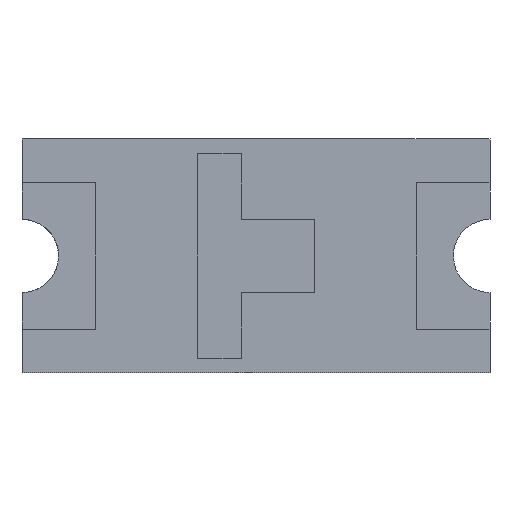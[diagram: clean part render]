
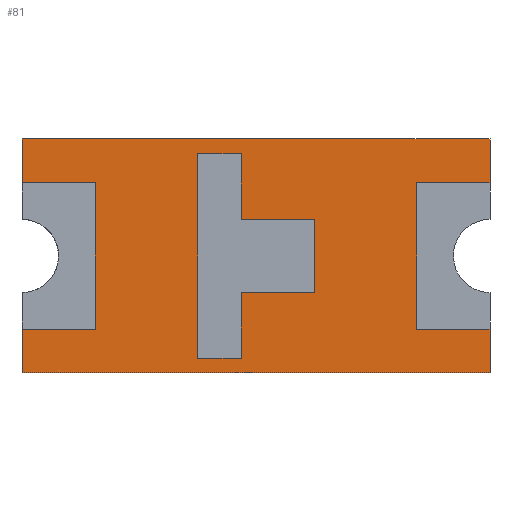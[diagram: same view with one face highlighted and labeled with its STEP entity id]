
A CAD part, front view. The second image highlights one B-rep face of the part: STEP entity #81.
In plain terms, the highlighted planar face has unit normal (0, -1, 0).
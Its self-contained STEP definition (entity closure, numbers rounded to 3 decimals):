
#11=FACE_BOUND('',#176,.T.);
#81=ADVANCED_FACE('',(#128,#11),#765,.T.);
#128=FACE_OUTER_BOUND('',#175,.T.);
#175=EDGE_LOOP('',(#336,#337,#338,#339,#340,#341,#342,#343,#344,#345,#346,
#347));
#176=EDGE_LOOP('',(#348,#349,#350,#351,#352,#353,#354,#355));
#336=ORIENTED_EDGE('',*,*,#486,.T.);
#337=ORIENTED_EDGE('',*,*,#508,.F.);
#338=ORIENTED_EDGE('',*,*,#478,.T.);
#339=ORIENTED_EDGE('',*,*,#509,.F.);
#340=ORIENTED_EDGE('',*,*,#510,.F.);
#341=ORIENTED_EDGE('',*,*,#511,.F.);
#342=ORIENTED_EDGE('',*,*,#512,.F.);
#343=ORIENTED_EDGE('',*,*,#513,.F.);
#344=ORIENTED_EDGE('',*,*,#514,.F.);
#345=ORIENTED_EDGE('',*,*,#515,.F.);
#346=ORIENTED_EDGE('',*,*,#516,.F.);
#347=ORIENTED_EDGE('',*,*,#507,.F.);
#348=ORIENTED_EDGE('',*,*,#517,.F.);
#349=ORIENTED_EDGE('',*,*,#518,.F.);
#350=ORIENTED_EDGE('',*,*,#519,.F.);
#351=ORIENTED_EDGE('',*,*,#520,.F.);
#352=ORIENTED_EDGE('',*,*,#521,.F.);
#353=ORIENTED_EDGE('',*,*,#522,.F.);
#354=ORIENTED_EDGE('',*,*,#523,.F.);
#355=ORIENTED_EDGE('',*,*,#524,.F.);
#478=EDGE_CURVE('',#691,#689,#602,.T.);
#486=EDGE_CURVE('',#695,#698,#610,.T.);
#507=EDGE_CURVE('',#695,#712,#627,.T.);
#508=EDGE_CURVE('',#691,#698,#628,.T.);
#509=EDGE_CURVE('',#713,#689,#629,.T.);
#510=EDGE_CURVE('',#714,#713,#630,.T.);
#511=EDGE_CURVE('',#681,#714,#631,.T.);
#512=EDGE_CURVE('',#715,#681,#632,.T.);
#513=EDGE_CURVE('',#716,#715,#633,.T.);
#514=EDGE_CURVE('',#686,#716,#634,.T.);
#515=EDGE_CURVE('',#717,#686,#635,.T.);
#516=EDGE_CURVE('',#712,#717,#636,.T.);
#517=EDGE_CURVE('',#718,#719,#637,.T.);
#518=EDGE_CURVE('',#720,#718,#638,.T.);
#519=EDGE_CURVE('',#721,#720,#639,.T.);
#520=EDGE_CURVE('',#722,#721,#640,.T.);
#521=EDGE_CURVE('',#723,#722,#641,.T.);
#522=EDGE_CURVE('',#724,#723,#642,.T.);
#523=EDGE_CURVE('',#725,#724,#643,.T.);
#524=EDGE_CURVE('',#719,#725,#644,.T.);
#602=B_SPLINE_CURVE_WITH_KNOTS('',1,(#1471,#1472),.UNSPECIFIED.,.F.,.F.,
(2,2),(-0.3,0.),.UNSPECIFIED.);
#610=B_SPLINE_CURVE_WITH_KNOTS('',1,(#1487,#1488),.UNSPECIFIED.,.F.,.F.,
(2,2),(-0.3,0.),.UNSPECIFIED.);
#627=B_SPLINE_CURVE_WITH_KNOTS('',1,(#1533,#1534),.UNSPECIFIED.,.F.,.F.,
(2,2),(0.,0.5),.UNSPECIFIED.);
#628=B_SPLINE_CURVE_WITH_KNOTS('',1,(#1535,#1536),.UNSPECIFIED.,.F.,.F.,
(2,2),(0.,3.2),.UNSPECIFIED.);
#629=B_SPLINE_CURVE_WITH_KNOTS('',1,(#1537,#1538),.UNSPECIFIED.,.F.,.F.,
(2,2),(0.,0.5),.UNSPECIFIED.);
#630=B_SPLINE_CURVE_WITH_KNOTS('',1,(#1539,#1540),.UNSPECIFIED.,.F.,.F.,
(2,2),(0.,1.),.UNSPECIFIED.);
#631=B_SPLINE_CURVE_WITH_KNOTS('',1,(#1541,#1542),.UNSPECIFIED.,.F.,.F.,
(2,2),(0.,0.5),.UNSPECIFIED.);
#632=B_SPLINE_CURVE_WITH_KNOTS('',1,(#1543,#1544),.UNSPECIFIED.,.F.,.F.,
(2,2),(0.,0.3),.UNSPECIFIED.);
#633=B_SPLINE_CURVE_WITH_KNOTS('',1,(#1545,#1546),.UNSPECIFIED.,.F.,.F.,
(2,2),(0.,3.2),.UNSPECIFIED.);
#634=B_SPLINE_CURVE_WITH_KNOTS('',1,(#1547,#1548),.UNSPECIFIED.,.F.,.F.,
(2,2),(0.,0.3),.UNSPECIFIED.);
#635=B_SPLINE_CURVE_WITH_KNOTS('',1,(#1549,#1550),.UNSPECIFIED.,.F.,.F.,
(2,2),(0.,0.5),.UNSPECIFIED.);
#636=B_SPLINE_CURVE_WITH_KNOTS('',1,(#1551,#1552),.UNSPECIFIED.,.F.,.F.,
(2,2),(0.,1.),.UNSPECIFIED.);
#637=B_SPLINE_CURVE_WITH_KNOTS('',1,(#1553,#1554),.UNSPECIFIED.,.F.,.F.,
(2,2),(0.,0.3),.UNSPECIFIED.);
#638=B_SPLINE_CURVE_WITH_KNOTS('',1,(#1555,#1556),.UNSPECIFIED.,.F.,.F.,
(2,2),(0.,0.45),.UNSPECIFIED.);
#639=B_SPLINE_CURVE_WITH_KNOTS('',1,(#1557,#1558),.UNSPECIFIED.,.F.,.F.,
(2,2),(0.,0.5),.UNSPECIFIED.);
#640=B_SPLINE_CURVE_WITH_KNOTS('',1,(#1559,#1560),.UNSPECIFIED.,.F.,.F.,
(2,2),(0.,0.5),.UNSPECIFIED.);
#641=B_SPLINE_CURVE_WITH_KNOTS('',1,(#1561,#1562),.UNSPECIFIED.,.F.,.F.,
(2,2),(0.,0.5),.UNSPECIFIED.);
#642=B_SPLINE_CURVE_WITH_KNOTS('',1,(#1563,#1564),.UNSPECIFIED.,.F.,.F.,
(2,2),(0.,0.45),.UNSPECIFIED.);
#643=B_SPLINE_CURVE_WITH_KNOTS('',1,(#1565,#1566),.UNSPECIFIED.,.F.,.F.,
(2,2),(0.,0.3),.UNSPECIFIED.);
#644=B_SPLINE_CURVE_WITH_KNOTS('',1,(#1567,#1568),.UNSPECIFIED.,.F.,.F.,
(2,2),(0.,1.4),.UNSPECIFIED.);
#681=VERTEX_POINT('',#1405);
#686=VERTEX_POINT('',#1410);
#689=VERTEX_POINT('',#1413);
#691=VERTEX_POINT('',#1415);
#695=VERTEX_POINT('',#1419);
#698=VERTEX_POINT('',#1422);
#712=VERTEX_POINT('',#1436);
#713=VERTEX_POINT('',#1437);
#714=VERTEX_POINT('',#1438);
#715=VERTEX_POINT('',#1439);
#716=VERTEX_POINT('',#1440);
#717=VERTEX_POINT('',#1441);
#718=VERTEX_POINT('',#1442);
#719=VERTEX_POINT('',#1443);
#720=VERTEX_POINT('',#1444);
#721=VERTEX_POINT('',#1445);
#722=VERTEX_POINT('',#1446);
#723=VERTEX_POINT('',#1447);
#724=VERTEX_POINT('',#1448);
#725=VERTEX_POINT('',#1449);
#765=PLANE('',#818);
#818=AXIS2_PLACEMENT_3D('',#1358,#854,$);
#854=DIRECTION('',(0.,-1.,0.));
#1358=CARTESIAN_POINT('',(-1.921,0.,-0.961));
#1405=CARTESIAN_POINT('',(-1.6,0.,-0.5));
#1410=CARTESIAN_POINT('',(1.6,0.,-0.5));
#1413=CARTESIAN_POINT('',(-1.6,0.,0.5));
#1415=CARTESIAN_POINT('',(-1.6,0.,0.8));
#1419=CARTESIAN_POINT('',(1.6,0.,0.5));
#1422=CARTESIAN_POINT('',(1.6,0.,0.8));
#1436=CARTESIAN_POINT('',(1.1,0.,0.5));
#1437=CARTESIAN_POINT('',(-1.1,0.,0.5));
#1438=CARTESIAN_POINT('',(-1.1,0.,-0.5));
#1439=CARTESIAN_POINT('',(-1.6,0.,-0.8));
#1440=CARTESIAN_POINT('',(1.6,0.,-0.8));
#1441=CARTESIAN_POINT('',(1.1,0.,-0.5));
#1442=CARTESIAN_POINT('',(-0.1,0.,0.7));
#1443=CARTESIAN_POINT('',(-0.4,0.,0.7));
#1444=CARTESIAN_POINT('',(-0.1,0.,0.25));
#1445=CARTESIAN_POINT('',(0.4,0.,0.25));
#1446=CARTESIAN_POINT('',(0.4,0.,-0.25));
#1447=CARTESIAN_POINT('',(-0.1,0.,-0.25));
#1448=CARTESIAN_POINT('',(-0.1,0.,-0.7));
#1449=CARTESIAN_POINT('',(-0.4,0.,-0.7));
#1471=CARTESIAN_POINT('',(-1.6,0.,0.8));
#1472=CARTESIAN_POINT('',(-1.6,0.,0.5));
#1487=CARTESIAN_POINT('',(1.6,0.,0.5));
#1488=CARTESIAN_POINT('',(1.6,0.,0.8));
#1533=CARTESIAN_POINT('',(1.6,0.,0.5));
#1534=CARTESIAN_POINT('',(1.1,0.,0.5));
#1535=CARTESIAN_POINT('',(-1.6,0.,0.8));
#1536=CARTESIAN_POINT('',(1.6,0.,0.8));
#1537=CARTESIAN_POINT('',(-1.1,0.,0.5));
#1538=CARTESIAN_POINT('',(-1.6,0.,0.5));
#1539=CARTESIAN_POINT('',(-1.1,0.,-0.5));
#1540=CARTESIAN_POINT('',(-1.1,0.,0.5));
#1541=CARTESIAN_POINT('',(-1.6,0.,-0.5));
#1542=CARTESIAN_POINT('',(-1.1,0.,-0.5));
#1543=CARTESIAN_POINT('',(-1.6,0.,-0.8));
#1544=CARTESIAN_POINT('',(-1.6,0.,-0.5));
#1545=CARTESIAN_POINT('',(1.6,0.,-0.8));
#1546=CARTESIAN_POINT('',(-1.6,0.,-0.8));
#1547=CARTESIAN_POINT('',(1.6,0.,-0.5));
#1548=CARTESIAN_POINT('',(1.6,0.,-0.8));
#1549=CARTESIAN_POINT('',(1.1,0.,-0.5));
#1550=CARTESIAN_POINT('',(1.6,0.,-0.5));
#1551=CARTESIAN_POINT('',(1.1,0.,0.5));
#1552=CARTESIAN_POINT('',(1.1,0.,-0.5));
#1553=CARTESIAN_POINT('',(-0.1,0.,0.7));
#1554=CARTESIAN_POINT('',(-0.4,0.,0.7));
#1555=CARTESIAN_POINT('',(-0.1,0.,0.25));
#1556=CARTESIAN_POINT('',(-0.1,0.,0.7));
#1557=CARTESIAN_POINT('',(0.4,0.,0.25));
#1558=CARTESIAN_POINT('',(-0.1,0.,0.25));
#1559=CARTESIAN_POINT('',(0.4,0.,-0.25));
#1560=CARTESIAN_POINT('',(0.4,0.,0.25));
#1561=CARTESIAN_POINT('',(-0.1,0.,-0.25));
#1562=CARTESIAN_POINT('',(0.4,0.,-0.25));
#1563=CARTESIAN_POINT('',(-0.1,0.,-0.7));
#1564=CARTESIAN_POINT('',(-0.1,0.,-0.25));
#1565=CARTESIAN_POINT('',(-0.4,0.,-0.7));
#1566=CARTESIAN_POINT('',(-0.1,0.,-0.7));
#1567=CARTESIAN_POINT('',(-0.4,0.,0.7));
#1568=CARTESIAN_POINT('',(-0.4,0.,-0.7));
